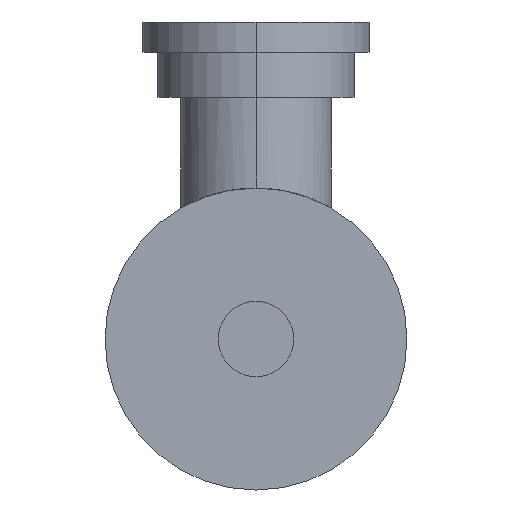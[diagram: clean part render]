
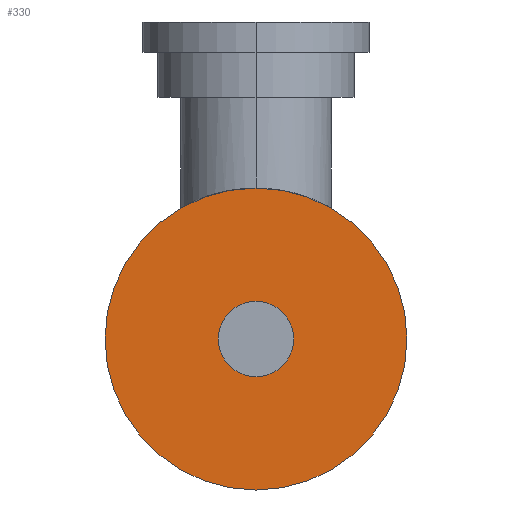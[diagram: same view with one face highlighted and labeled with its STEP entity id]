
A CAD part, left-side view. The second image highlights one B-rep face of the part: STEP entity #330.
In plain terms, the highlighted planar face has unit normal (-1, 0, 0).
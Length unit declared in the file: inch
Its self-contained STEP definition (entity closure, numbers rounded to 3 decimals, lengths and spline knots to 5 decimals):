
#37 = DIRECTION ( 'NONE',  ( 1., 0., 0. ) ) ;
#45 = CARTESIAN_POINT ( 'NONE',  ( -0.5, 0., -1. ) ) ;
#46 = ORIENTED_EDGE ( 'NONE', *, *, #192, .F. ) ;
#61 = CIRCLE ( 'NONE', #515, 0.25 ) ;
#85 = CARTESIAN_POINT ( 'NONE',  ( -0.5, 0., 0. ) ) ;
#102 = DIRECTION ( 'NONE',  ( 0., 0., -1. ) ) ;
#127 = ORIENTED_EDGE ( 'NONE', *, *, #569, .F. ) ;
#141 = EDGE_LOOP ( 'NONE', ( #358, #622 ) ) ;
#146 = CARTESIAN_POINT ( 'NONE',  ( -0.5, 0., 0. ) ) ;
#192 = EDGE_CURVE ( 'NONE', #454, #447, #468, .T. ) ;
#208 = CARTESIAN_POINT ( 'NONE',  ( -0.5, 0., 0. ) ) ;
#222 = CARTESIAN_POINT ( 'NONE',  ( -0.5, 0., 0. ) ) ;
#236 = DIRECTION ( 'NONE',  ( 0., 0., -1. ) ) ;
#239 = AXIS2_PLACEMENT_3D ( 'NONE', #222, #474, #633 ) ;
#255 = VERTEX_POINT ( 'NONE', #369 ) ;
#271 = DIRECTION ( 'NONE',  ( 0., 0., -1. ) ) ;
#297 = AXIS2_PLACEMENT_3D ( 'NONE', #146, #659, #102 ) ;
#330 = ADVANCED_FACE ( 'NONE', ( #539, #334 ), #488, .F. ) ;
#334 = FACE_BOUND ( 'NONE', #141, .T. ) ;
#342 = VERTEX_POINT ( 'NONE', #444 ) ;
#358 = ORIENTED_EDGE ( 'NONE', *, *, #403, .F. ) ;
#368 = DIRECTION ( 'NONE',  ( -1., 0., 0. ) ) ;
#369 = CARTESIAN_POINT ( 'NONE',  ( -0.5, 0., 0.25 ) ) ;
#400 = DIRECTION ( 'NONE',  ( 0., 0., -1. ) ) ;
#403 = EDGE_CURVE ( 'NONE', #255, #342, #412, .T. ) ;
#411 = CIRCLE ( 'NONE', #297, 1. ) ;
#412 = CIRCLE ( 'NONE', #550, 0.25 ) ;
#431 = AXIS2_PLACEMENT_3D ( 'NONE', #85, #37, #236 ) ;
#444 = CARTESIAN_POINT ( 'NONE',  ( -0.5, 0., -0.25 ) ) ;
#447 = VERTEX_POINT ( 'NONE', #45 ) ;
#451 = EDGE_CURVE ( 'NONE', #342, #255, #61, .T. ) ;
#454 = VERTEX_POINT ( 'NONE', #610 ) ;
#468 = CIRCLE ( 'NONE', #239, 1. ) ;
#474 = DIRECTION ( 'NONE',  ( 1., 0., 0. ) ) ;
#488 = PLANE ( 'NONE',  #431 ) ;
#515 = AXIS2_PLACEMENT_3D ( 'NONE', #606, #368, #400 ) ;
#539 = FACE_OUTER_BOUND ( 'NONE', #658, .T. ) ;
#550 = AXIS2_PLACEMENT_3D ( 'NONE', #208, #551, #271 ) ;
#551 = DIRECTION ( 'NONE',  ( -1., 0., 0. ) ) ;
#569 = EDGE_CURVE ( 'NONE', #447, #454, #411, .T. ) ;
#606 = CARTESIAN_POINT ( 'NONE',  ( -0.5, 0., 0. ) ) ;
#610 = CARTESIAN_POINT ( 'NONE',  ( -0.5, 0., 1. ) ) ;
#622 = ORIENTED_EDGE ( 'NONE', *, *, #451, .F. ) ;
#633 = DIRECTION ( 'NONE',  ( 0., 0., -1. ) ) ;
#658 = EDGE_LOOP ( 'NONE', ( #46, #127 ) ) ;
#659 = DIRECTION ( 'NONE',  ( 1., 0., 0. ) ) ;
